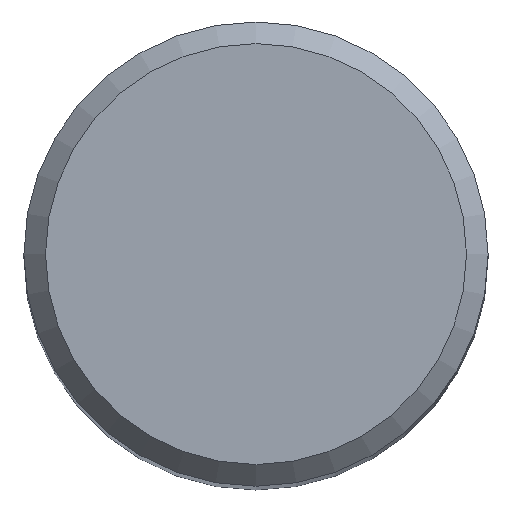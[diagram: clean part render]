
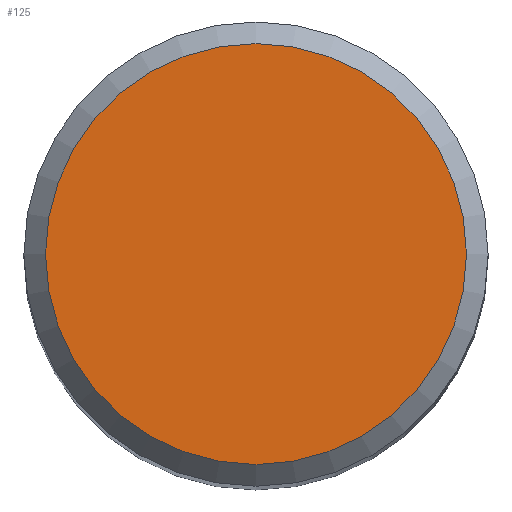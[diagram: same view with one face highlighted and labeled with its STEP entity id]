
A CAD part, top view. The second image highlights one B-rep face of the part: STEP entity #125.
In plain terms, the highlighted planar face has unit normal (0, 0, 1).
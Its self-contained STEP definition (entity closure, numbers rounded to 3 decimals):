
#113=PLANE('',#329);
#116=FACE_OUTER_BOUND('',#164,.T.);
#125=ADVANCED_FACE('',(#116),#113,.T.);
#164=EDGE_LOOP('',(#186));
#186=ORIENTED_EDGE('',*,*,#215,.T.);
#204=VERTEX_POINT('',#448);
#215=EDGE_CURVE('',#204,#204,#226,.T.);
#226=CIRCLE('',#328,5.497);
#328=AXIS2_PLACEMENT_3D('',#447,#382,#383);
#329=AXIS2_PLACEMENT_3D('',#449,#384,#385);
#382=DIRECTION('',(0.,0.,1.));
#383=DIRECTION('',(0.,1.,0.));
#384=DIRECTION('',(0.,0.,1.));
#385=DIRECTION('',(0.,-1.,0.));
#447=CARTESIAN_POINT('',(0.,0.,0.));
#448=CARTESIAN_POINT('',(0.,5.497,0.));
#449=CARTESIAN_POINT('',(0.,0.,0.));
